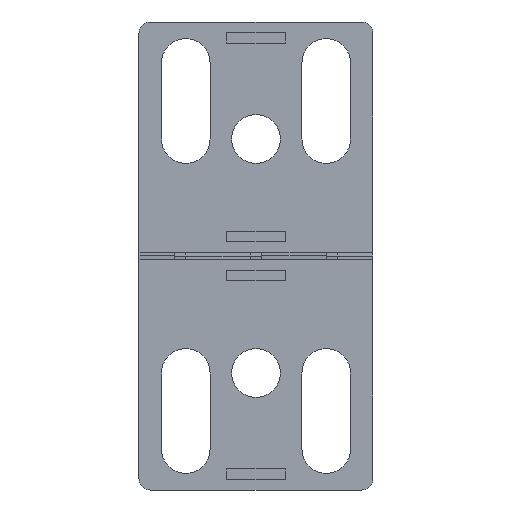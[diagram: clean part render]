
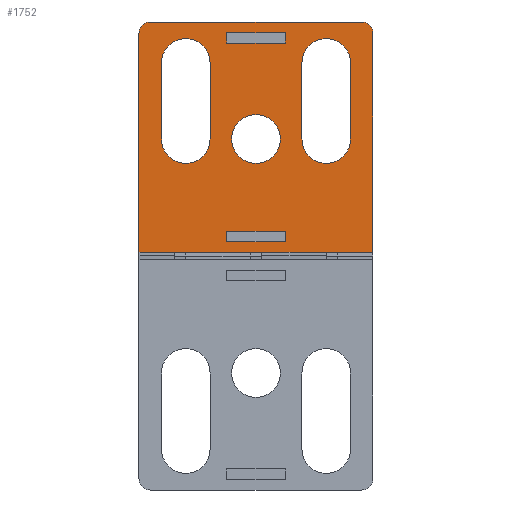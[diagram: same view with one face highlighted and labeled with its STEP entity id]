
A CAD part, left-side view. The second image highlights one B-rep face of the part: STEP entity #1752.
In plain terms, the highlighted planar face has unit normal (-1, 0, 0).
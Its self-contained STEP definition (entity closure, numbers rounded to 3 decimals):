
#497=DIRECTION('',(0.,0.,1.));
#498=VECTOR('',#497,37.4);
#499=CARTESIAN_POINT('',(0.,-20.,0.6));
#500=LINE('',#499,#498);
#544=CARTESIAN_POINT('',(0.,-18.,38.));
#545=DIRECTION('',(1.,0.,0.));
#546=DIRECTION('',(0.,0.,1.));
#547=AXIS2_PLACEMENT_3D('',#544,#545,#546);
#552=DIRECTION('',(0.,1.,0.));
#553=VECTOR('',#552,40.);
#554=CARTESIAN_POINT('',(0.,-20.,0.6));
#555=LINE('',#554,#553);
#559=CARTESIAN_POINT('',(0.,18.,38.));
#560=DIRECTION('',(1.,0.,0.));
#561=DIRECTION('',(0.,1.,0.));
#562=AXIS2_PLACEMENT_3D('',#559,#560,#561);
#567=CARTESIAN_POINT('',(0.,0.,20.));
#568=DIRECTION('',(1.,0.,0.));
#569=DIRECTION('',(0.,0.,-1.));
#570=AXIS2_PLACEMENT_3D('',#567,#568,#569);
#575=CARTESIAN_POINT('',(0.,0.,20.));
#576=DIRECTION('',(1.,0.,0.));
#577=DIRECTION('',(0.,0.,1.));
#578=AXIS2_PLACEMENT_3D('',#575,#576,#577);
#583=CARTESIAN_POINT('',(0.,12.,33.));
#584=DIRECTION('',(1.,0.,0.));
#585=DIRECTION('',(0.,1.,0.));
#586=AXIS2_PLACEMENT_3D('',#583,#584,#585);
#591=DIRECTION('',(0.,0.,1.));
#592=VECTOR('',#591,13.);
#593=CARTESIAN_POINT('',(0.,16.15,20.));
#594=LINE('',#593,#592);
#598=CARTESIAN_POINT('',(0.,12.,20.));
#599=DIRECTION('',(1.,0.,0.));
#600=DIRECTION('',(0.,-1.,0.));
#601=AXIS2_PLACEMENT_3D('',#598,#599,#600);
#606=DIRECTION('',(0.,0.,-1.));
#607=VECTOR('',#606,13.);
#608=CARTESIAN_POINT('',(0.,7.85,33.));
#609=LINE('',#608,#607);
#613=CARTESIAN_POINT('',(0.,-12.,33.));
#614=DIRECTION('',(1.,0.,0.));
#615=DIRECTION('',(0.,1.,0.));
#616=AXIS2_PLACEMENT_3D('',#613,#614,#615);
#621=DIRECTION('',(0.,0.,1.));
#622=VECTOR('',#621,13.);
#623=CARTESIAN_POINT('',(0.,-7.85,20.));
#624=LINE('',#623,#622);
#628=CARTESIAN_POINT('',(0.,-12.,20.));
#629=DIRECTION('',(1.,0.,0.));
#630=DIRECTION('',(0.,-1.,0.));
#631=AXIS2_PLACEMENT_3D('',#628,#629,#630);
#636=DIRECTION('',(0.,0.,-1.));
#637=VECTOR('',#636,13.);
#638=CARTESIAN_POINT('',(0.,-16.15,33.));
#639=LINE('',#638,#637);
#643=DIRECTION('',(0.,0.,-1.));
#644=VECTOR('',#643,1.8);
#645=CARTESIAN_POINT('',(0.,-5.,4.2));
#646=LINE('',#645,#644);
#650=DIRECTION('',(0.,-1.,0.));
#651=VECTOR('',#650,10.);
#652=CARTESIAN_POINT('',(0.,5.,4.2));
#653=LINE('',#652,#651);
#657=DIRECTION('',(0.,0.,1.));
#658=VECTOR('',#657,1.8);
#659=CARTESIAN_POINT('',(0.,5.,2.4));
#660=LINE('',#659,#658);
#664=DIRECTION('',(0.,1.,0.));
#665=VECTOR('',#664,10.);
#666=CARTESIAN_POINT('',(0.,-5.,2.4));
#667=LINE('',#666,#665);
#671=DIRECTION('',(0.,0.,-1.));
#672=VECTOR('',#671,1.8);
#673=CARTESIAN_POINT('',(0.,-5.,38.2));
#674=LINE('',#673,#672);
#678=DIRECTION('',(0.,-1.,0.));
#679=VECTOR('',#678,10.);
#680=CARTESIAN_POINT('',(0.,5.,38.2));
#681=LINE('',#680,#679);
#685=DIRECTION('',(0.,0.,1.));
#686=VECTOR('',#685,1.8);
#687=CARTESIAN_POINT('',(0.,5.,36.4));
#688=LINE('',#687,#686);
#692=DIRECTION('',(0.,1.,0.));
#693=VECTOR('',#692,10.);
#694=CARTESIAN_POINT('',(0.,-5.,36.4));
#695=LINE('',#694,#693);
#877=DIRECTION('',(0.,0.,1.));
#878=VECTOR('',#877,37.4);
#879=CARTESIAN_POINT('',(0.,20.,0.6));
#880=LINE('',#879,#878);
#1094=DIRECTION('',(0.,1.,0.));
#1095=VECTOR('',#1094,36.);
#1096=CARTESIAN_POINT('',(0.,-18.,40.));
#1097=LINE('',#1096,#1095);
#1456=CARTESIAN_POINT('',(0.,-20.,0.6));
#1458=VERTEX_POINT('',#1456);
#1459=CARTESIAN_POINT('',(0.,20.,0.6));
#1460=VERTEX_POINT('',#1459);
#1461=CARTESIAN_POINT('',(0.,-18.,40.));
#1463=VERTEX_POINT('',#1461);
#1465=CARTESIAN_POINT('',(0.,18.,40.));
#1467=VERTEX_POINT('',#1465);
#1469=CARTESIAN_POINT('',(0.,-20.,38.));
#1470=VERTEX_POINT('',#1469);
#1471=CARTESIAN_POINT('',(0.,20.,38.));
#1472=VERTEX_POINT('',#1471);
#1556=CARTESIAN_POINT('',(0.,0.,15.85));
#1557=CARTESIAN_POINT('',(0.,0.,24.15));
#1558=VERTEX_POINT('',#1556);
#1559=VERTEX_POINT('',#1557);
#1568=CARTESIAN_POINT('',(0.,16.15,33.));
#1569=CARTESIAN_POINT('',(0.,7.85,33.));
#1570=VERTEX_POINT('',#1568);
#1571=VERTEX_POINT('',#1569);
#1572=CARTESIAN_POINT('',(0.,7.85,20.));
#1573=VERTEX_POINT('',#1572);
#1574=CARTESIAN_POINT('',(0.,16.15,20.));
#1575=VERTEX_POINT('',#1574);
#1584=CARTESIAN_POINT('',(0.,-7.85,33.));
#1585=CARTESIAN_POINT('',(0.,-16.15,33.));
#1586=VERTEX_POINT('',#1584);
#1587=VERTEX_POINT('',#1585);
#1588=CARTESIAN_POINT('',(0.,-16.15,20.));
#1589=VERTEX_POINT('',#1588);
#1590=CARTESIAN_POINT('',(0.,-7.85,20.));
#1591=VERTEX_POINT('',#1590);
#1600=CARTESIAN_POINT('',(0.,-5.,4.2));
#1601=CARTESIAN_POINT('',(0.,-5.,2.4));
#1602=VERTEX_POINT('',#1600);
#1603=VERTEX_POINT('',#1601);
#1604=CARTESIAN_POINT('',(0.,5.,2.4));
#1605=VERTEX_POINT('',#1604);
#1606=CARTESIAN_POINT('',(0.,5.,4.2));
#1607=VERTEX_POINT('',#1606);
#1616=CARTESIAN_POINT('',(0.,-5.,38.2));
#1617=CARTESIAN_POINT('',(0.,-5.,36.4));
#1618=VERTEX_POINT('',#1616);
#1619=VERTEX_POINT('',#1617);
#1620=CARTESIAN_POINT('',(0.,5.,36.4));
#1621=VERTEX_POINT('',#1620);
#1622=CARTESIAN_POINT('',(0.,5.,38.2));
#1623=VERTEX_POINT('',#1622);
#1689=CARTESIAN_POINT('',(0.,-20.,0.6));
#1690=DIRECTION('',(-1.,0.,0.));
#1691=DIRECTION('',(0.,0.,1.));
#1692=AXIS2_PLACEMENT_3D('',#1689,#1690,#1691);
#1693=PLANE('',#1692);
#1694=ORIENTED_EDGE('',*,*,#1680,.T.);
#1695=ORIENTED_EDGE('',*,*,#1635,.F.);
#1697=ORIENTED_EDGE('',*,*,#1696,.T.);
#1699=ORIENTED_EDGE('',*,*,#1698,.T.);
#1701=ORIENTED_EDGE('',*,*,#1700,.T.);
#1703=ORIENTED_EDGE('',*,*,#1702,.F.);
#1704=EDGE_LOOP('',(#1694,#1695,#1697,#1699,#1701,#1703));
#1705=FACE_OUTER_BOUND('',#1704,.F.);
#1707=ORIENTED_EDGE('',*,*,#1706,.F.);
#1709=ORIENTED_EDGE('',*,*,#1708,.F.);
#1710=EDGE_LOOP('',(#1707,#1709));
#1711=FACE_BOUND('',#1710,.F.);
#1713=ORIENTED_EDGE('',*,*,#1712,.F.);
#1715=ORIENTED_EDGE('',*,*,#1714,.F.);
#1717=ORIENTED_EDGE('',*,*,#1716,.F.);
#1719=ORIENTED_EDGE('',*,*,#1718,.F.);
#1720=EDGE_LOOP('',(#1713,#1715,#1717,#1719));
#1721=FACE_BOUND('',#1720,.F.);
#1723=ORIENTED_EDGE('',*,*,#1722,.F.);
#1725=ORIENTED_EDGE('',*,*,#1724,.F.);
#1727=ORIENTED_EDGE('',*,*,#1726,.F.);
#1729=ORIENTED_EDGE('',*,*,#1728,.F.);
#1730=EDGE_LOOP('',(#1723,#1725,#1727,#1729));
#1731=FACE_BOUND('',#1730,.F.);
#1733=ORIENTED_EDGE('',*,*,#1732,.F.);
#1735=ORIENTED_EDGE('',*,*,#1734,.F.);
#1737=ORIENTED_EDGE('',*,*,#1736,.F.);
#1739=ORIENTED_EDGE('',*,*,#1738,.F.);
#1740=EDGE_LOOP('',(#1733,#1735,#1737,#1739));
#1741=FACE_BOUND('',#1740,.F.);
#1743=ORIENTED_EDGE('',*,*,#1742,.F.);
#1745=ORIENTED_EDGE('',*,*,#1744,.F.);
#1747=ORIENTED_EDGE('',*,*,#1746,.F.);
#1749=ORIENTED_EDGE('',*,*,#1748,.F.);
#1750=EDGE_LOOP('',(#1743,#1745,#1747,#1749));
#1751=FACE_BOUND('',#1750,.F.);
#548=CIRCLE('',#547,2.);
#563=CIRCLE('',#562,2.);
#571=CIRCLE('',#570,4.15);
#579=CIRCLE('',#578,4.15);
#587=CIRCLE('',#586,4.15);
#602=CIRCLE('',#601,4.15);
#617=CIRCLE('',#616,4.15);
#632=CIRCLE('',#631,4.15);
#1635=EDGE_CURVE('',#1458,#1470,#500,.T.);
#1680=EDGE_CURVE('',#1463,#1470,#548,.T.);
#1696=EDGE_CURVE('',#1458,#1460,#555,.T.);
#1698=EDGE_CURVE('',#1460,#1472,#880,.T.);
#1700=EDGE_CURVE('',#1472,#1467,#563,.T.);
#1702=EDGE_CURVE('',#1463,#1467,#1097,.T.);
#1706=EDGE_CURVE('',#1558,#1559,#571,.T.);
#1708=EDGE_CURVE('',#1559,#1558,#579,.T.);
#1712=EDGE_CURVE('',#1570,#1571,#587,.T.);
#1714=EDGE_CURVE('',#1575,#1570,#594,.T.);
#1716=EDGE_CURVE('',#1573,#1575,#602,.T.);
#1718=EDGE_CURVE('',#1571,#1573,#609,.T.);
#1722=EDGE_CURVE('',#1586,#1587,#617,.T.);
#1724=EDGE_CURVE('',#1591,#1586,#624,.T.);
#1726=EDGE_CURVE('',#1589,#1591,#632,.T.);
#1728=EDGE_CURVE('',#1587,#1589,#639,.T.);
#1732=EDGE_CURVE('',#1602,#1603,#646,.T.);
#1734=EDGE_CURVE('',#1607,#1602,#653,.T.);
#1736=EDGE_CURVE('',#1605,#1607,#660,.T.);
#1738=EDGE_CURVE('',#1603,#1605,#667,.T.);
#1742=EDGE_CURVE('',#1618,#1619,#674,.T.);
#1744=EDGE_CURVE('',#1623,#1618,#681,.T.);
#1746=EDGE_CURVE('',#1621,#1623,#688,.T.);
#1748=EDGE_CURVE('',#1619,#1621,#695,.T.);
#1752=ADVANCED_FACE('',(#1705,#1711,#1721,#1731,#1741,#1751),#1693,.T.);
